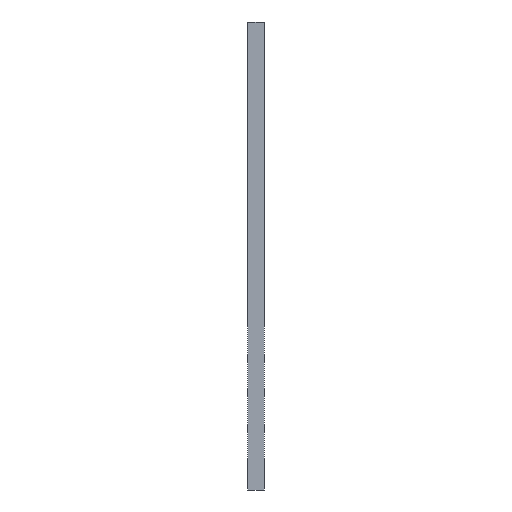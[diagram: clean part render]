
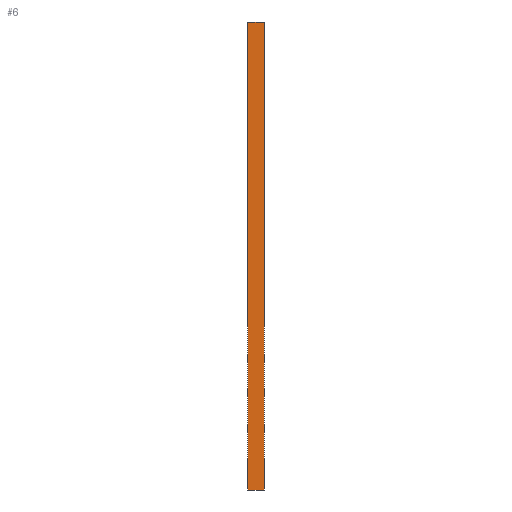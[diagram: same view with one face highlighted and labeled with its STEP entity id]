
A CAD part, left-side view. The second image highlights one B-rep face of the part: STEP entity #6.
In plain terms, the highlighted planar face has unit normal (-1, 0, 0).
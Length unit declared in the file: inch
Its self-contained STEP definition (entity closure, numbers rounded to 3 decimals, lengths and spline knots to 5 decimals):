
#6 = ADVANCED_FACE ( 'NONE', ( #2315 ), #108, .F. ) ;
#41 = CARTESIAN_POINT ( 'NONE',  ( 0., 0., -13.28 ) ) ;
#108 = PLANE ( 'NONE',  #303 ) ;
#249 = DIRECTION ( 'NONE',  ( 0., 1., 0. ) ) ;
#303 = AXIS2_PLACEMENT_3D ( 'NONE', #2359, #2083, #1139 ) ;
#326 = EDGE_LOOP ( 'NONE', ( #357, #2848, #1613, #1457 ) ) ;
#357 = ORIENTED_EDGE ( 'NONE', *, *, #1977, .F. ) ;
#491 = DIRECTION ( 'NONE',  ( 0., -1., 0. ) ) ;
#502 = VECTOR ( 'NONE', #2589, 39.37008 ) ;
#525 = EDGE_CURVE ( 'NONE', #3064, #1885, #2246, .T. ) ;
#532 = VERTEX_POINT ( 'NONE', #2501 ) ;
#765 = VECTOR ( 'NONE', #2147, 39.37008 ) ;
#774 = LINE ( 'NONE', #41, #848 ) ;
#836 = VERTEX_POINT ( 'NONE', #3138 ) ;
#848 = VECTOR ( 'NONE', #249, 39.37008 ) ;
#1121 = CARTESIAN_POINT ( 'NONE',  ( 0., 0., 0. ) ) ;
#1139 = DIRECTION ( 'NONE',  ( 0., 0., -1. ) ) ;
#1185 = EDGE_CURVE ( 'NONE', #836, #532, #774, .T. ) ;
#1310 = EDGE_CURVE ( 'NONE', #836, #1885, #3089, .T. ) ;
#1339 = CARTESIAN_POINT ( 'NONE',  ( 0., 0., 0. ) ) ;
#1407 = CARTESIAN_POINT ( 'NONE',  ( 0., 0.46875, 0. ) ) ;
#1457 = ORIENTED_EDGE ( 'NONE', *, *, #525, .F. ) ;
#1613 = ORIENTED_EDGE ( 'NONE', *, *, #1310, .T. ) ;
#1834 = VECTOR ( 'NONE', #491, 39.37008 ) ;
#1885 = VERTEX_POINT ( 'NONE', #1121 ) ;
#1977 = EDGE_CURVE ( 'NONE', #532, #3064, #3123, .T. ) ;
#2083 = DIRECTION ( 'NONE',  ( 1., 0., 0. ) ) ;
#2147 = DIRECTION ( 'NONE',  ( 0., 0., 1. ) ) ;
#2246 = LINE ( 'NONE', #2898, #1834 ) ;
#2315 = FACE_OUTER_BOUND ( 'NONE', #326, .T. ) ;
#2359 = CARTESIAN_POINT ( 'NONE',  ( 0., 0.46875, 0. ) ) ;
#2501 = CARTESIAN_POINT ( 'NONE',  ( 0., 0.46875, -13.28 ) ) ;
#2589 = DIRECTION ( 'NONE',  ( 0., 0., 1. ) ) ;
#2848 = ORIENTED_EDGE ( 'NONE', *, *, #1185, .F. ) ;
#2898 = CARTESIAN_POINT ( 'NONE',  ( 0., 0.46875, 0. ) ) ;
#3050 = CARTESIAN_POINT ( 'NONE',  ( 0., 0.46875, 0. ) ) ;
#3064 = VERTEX_POINT ( 'NONE', #3050 ) ;
#3089 = LINE ( 'NONE', #1339, #502 ) ;
#3123 = LINE ( 'NONE', #1407, #765 ) ;
#3138 = CARTESIAN_POINT ( 'NONE',  ( 0., 0., -13.28 ) ) ;
